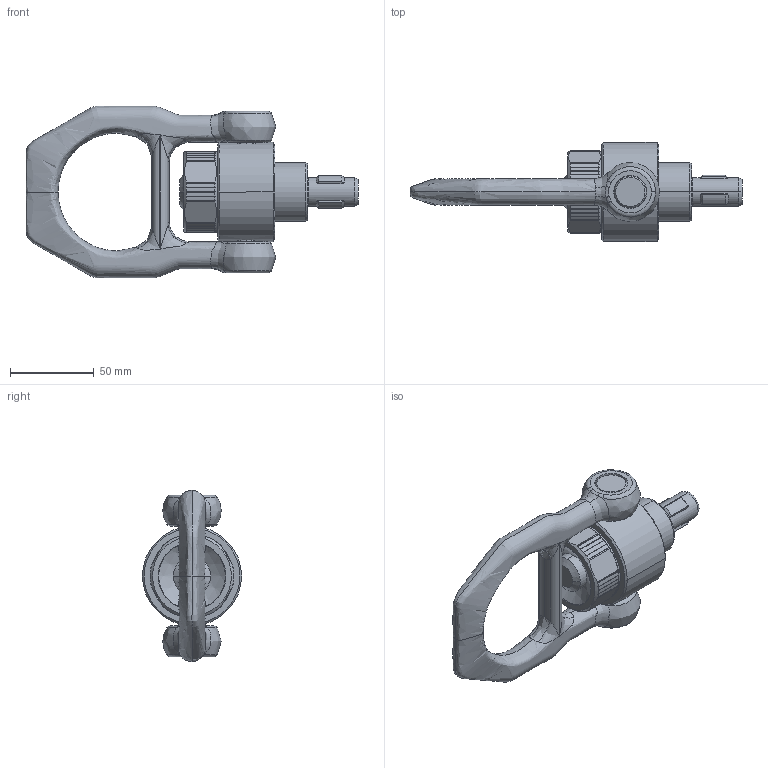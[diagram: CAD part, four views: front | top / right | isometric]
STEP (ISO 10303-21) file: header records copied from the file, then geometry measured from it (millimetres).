
FILE_DESCRIPTION(('STEP AP214'),'1');
FILE_NAME('HALDERN_EH_22353_1020.stp','2021-02-26T07:20:15',('TraceParts'),('TraceParts S.A.'),'Spatial InterOp 3D',' ',' ');
FILE_SCHEMA(('AUTOMOTIVE_DESIGN { 1 0 10303 214 1 1 1 1 }'));
Length unit declared in the file: millimetre
Products named in the file (1): HALDERN_EH_22353_1020_1
Bounding box: 197.63 x 59 x 102.01 mm (x, y, z)
Volume: 252800.3 mm3; surface area: 57958.4 mm2
Topology: 3 solids, 4 shells, 351 faces, 934 edges, 599 vertices
Faces by surface type: cylinder 127, plane 107, cone 46, bspline 36, torus 34, sphere 1
Entity records: 31715 total; most frequent: CARTESIAN_POINT 20589, ORIENTED_EDGE 1860, DIRECTION 1617, EDGE_CURVE 930, AXIS2_PLACEMENT_3D 689, VERTEX_POINT 599, EDGE_LOOP 373, CIRCLE 355
